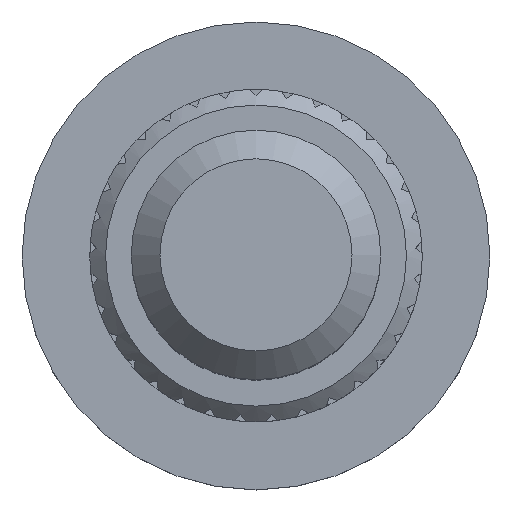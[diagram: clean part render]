
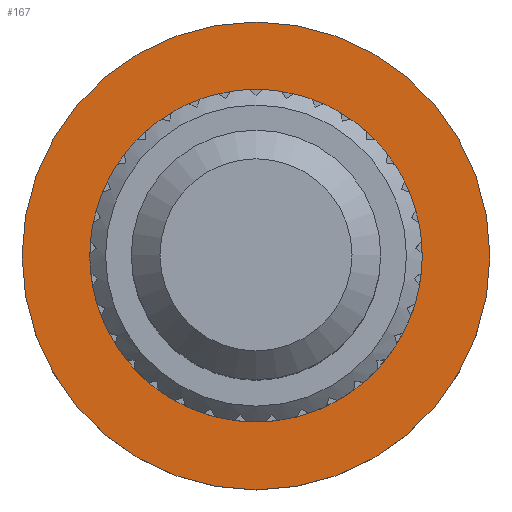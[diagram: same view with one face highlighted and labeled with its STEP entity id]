
A CAD part, top view. The second image highlights one B-rep face of the part: STEP entity #167.
In plain terms, the highlighted planar face has unit normal (0, 0, 1).
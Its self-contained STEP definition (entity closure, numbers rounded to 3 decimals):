
#167 = ADVANCED_FACE( '', ( #467, #468 ), #469, .F. );
#467 = FACE_BOUND( '', #904, .T. );
#468 = FACE_OUTER_BOUND( '', #905, .T. );
#469 = PLANE( '', #906 );
#904 = EDGE_LOOP( '', ( #1340 ) );
#905 = EDGE_LOOP( '', ( #1341 ) );
#906 = AXIS2_PLACEMENT_3D( '', #1342, #1343, #1344 );
#1340 = ORIENTED_EDGE( '', *, *, #2575, .T. );
#1341 = ORIENTED_EDGE( '', *, *, #2576, .F. );
#1342 = CARTESIAN_POINT( '', ( 0., 0., 2. ) );
#1343 = DIRECTION( '', ( 0., 0., -1. ) );
#1344 = DIRECTION( '', ( -1., 0., 0. ) );
#2575 = EDGE_CURVE( '', #3057, #3057, #3058, .T. );
#2576 = EDGE_CURVE( '', #3059, #3059, #3060, .T. );
#3057 = VERTEX_POINT( '', #3746 );
#3058 = CIRCLE( '', #3747, 5.324 );
#3059 = VERTEX_POINT( '', #3748 );
#3060 = CIRCLE( '', #3749, 7.5 );
#3746 = CARTESIAN_POINT( '', ( 5.324, 0., 2. ) );
#3747 = AXIS2_PLACEMENT_3D( '', #5045, #5046, #5047 );
#3748 = CARTESIAN_POINT( '', ( 7.5, 0., 2. ) );
#3749 = AXIS2_PLACEMENT_3D( '', #5048, #5049, #5050 );
#5045 = CARTESIAN_POINT( '', ( 0., 0., 2. ) );
#5046 = DIRECTION( '', ( 0., 0., -1. ) );
#5047 = DIRECTION( '', ( 1., 0., 0. ) );
#5048 = CARTESIAN_POINT( '', ( 0., 0., 2. ) );
#5049 = DIRECTION( '', ( 0., 0., -1. ) );
#5050 = DIRECTION( '', ( 1., 0., 0. ) );
